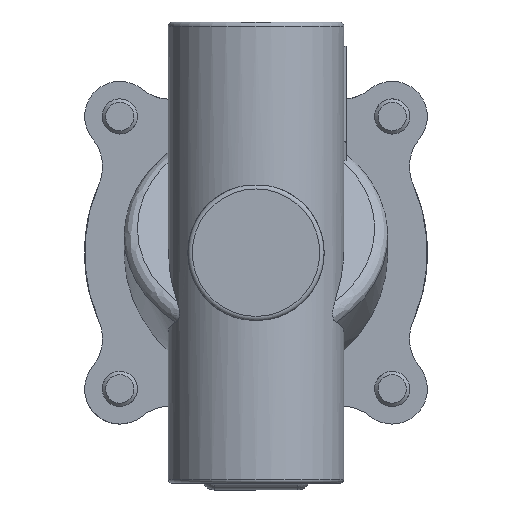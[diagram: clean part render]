
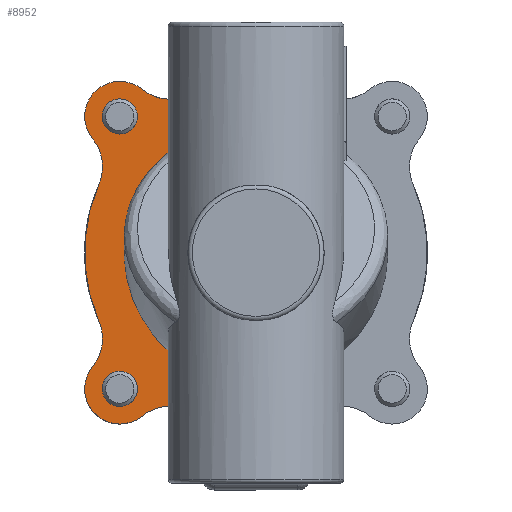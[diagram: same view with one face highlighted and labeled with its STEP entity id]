
A CAD part, front view. The second image highlights one B-rep face of the part: STEP entity #8952.
In plain terms, the highlighted planar face has unit normal (0, -1, 0).
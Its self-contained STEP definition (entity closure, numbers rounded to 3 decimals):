
#168=FACE_BOUND('',#3047,.T.);
#169=FACE_BOUND('',#3048,.T.);
#699=LINE('',#17064,#1247);
#700=LINE('',#17065,#1248);
#1247=VECTOR('',#12207,10.);
#1248=VECTOR('',#12208,10.);
#1456=CIRCLE('',#9480,39.);
#1589=CIRCLE('',#9698,10.);
#1590=CIRCLE('',#9700,8.);
#1591=CIRCLE('',#9702,10.);
#1592=CIRCLE('',#9704,10.);
#1593=CIRCLE('',#9706,8.);
#1594=CIRCLE('',#9709,10.);
#1688=CIRCLE('',#9913,4.);
#1689=CIRCLE('',#9914,4.);
#1932=B_SPLINE_CURVE_WITH_KNOTS('',3,(#16660,#16661,#16662,#16663,#16664,
#16665,#16666,#16667,#16668,#16669),.UNSPECIFIED.,.F.,.F.,(4,3,3,4),(0.,
0.062,0.129,0.194),.UNSPECIFIED.);
#1936=B_SPLINE_CURVE_WITH_KNOTS('',3,(#16713,#16714,#16715,#16716,#16717,
#16718,#16719,#16720,#16721,#16722,#16723,#16724,#16725,#16726,#16727,#16728,
#16729,#16730,#16731,#16732,#16733,#16734,#16735,#16736),.UNSPECIFIED.,
 .F.,.F.,(4,2,2,2,2,2,2,2,2,2,2,4),(16.735,16.941,17.346,
17.747,18.149,18.544,18.94,19.498,
20.056,20.612,21.169,21.33),
 .UNSPECIFIED.);
#2547=FACE_OUTER_BOUND('',#3046,.T.);
#3046=EDGE_LOOP('',(#7669,#7670,#7671,#7672,#7673,#7674,#7675,#7676,#7677,
#7678,#7679));
#3047=EDGE_LOOP('',(#7680));
#3048=EDGE_LOOP('',(#7681));
#3749=VERTEX_POINT('',#15975);
#3750=VERTEX_POINT('',#15977);
#3814=VERTEX_POINT('',#16279);
#3815=VERTEX_POINT('',#16281);
#3816=VERTEX_POINT('',#16286);
#3817=VERTEX_POINT('',#16293);
#3818=VERTEX_POINT('',#16295);
#3819=VERTEX_POINT('',#16299);
#3909=VERTEX_POINT('',#16658);
#3910=VERTEX_POINT('',#16659);
#3912=VERTEX_POINT('',#16712);
#3954=VERTEX_POINT('',#17066);
#3955=VERTEX_POINT('',#17068);
#4816=EDGE_CURVE('',#3750,#3749,#1456,.T.);
#4970=EDGE_CURVE('',#3815,#3814,#1589,.F.);
#4973=EDGE_CURVE('',#3816,#3815,#1590,.T.);
#4975=EDGE_CURVE('',#3816,#3749,#1591,.T.);
#4978=EDGE_CURVE('',#3817,#3818,#1592,.T.);
#4981=EDGE_CURVE('',#3817,#3819,#1593,.T.);
#4983=EDGE_CURVE('',#3750,#3819,#1594,.T.);
#5132=EDGE_CURVE('',#3909,#3910,#1932,.T.);
#5136=EDGE_CURVE('',#3909,#3912,#1936,.T.);
#5211=EDGE_CURVE('',#3910,#3818,#699,.F.);
#5212=EDGE_CURVE('',#3912,#3814,#700,.T.);
#5213=EDGE_CURVE('',#3954,#3954,#1688,.T.);
#5214=EDGE_CURVE('',#3955,#3955,#1689,.T.);
#7669=ORIENTED_EDGE('',*,*,#5211,.T.);
#7670=ORIENTED_EDGE('',*,*,#4978,.F.);
#7671=ORIENTED_EDGE('',*,*,#4981,.T.);
#7672=ORIENTED_EDGE('',*,*,#4983,.F.);
#7673=ORIENTED_EDGE('',*,*,#4816,.T.);
#7674=ORIENTED_EDGE('',*,*,#4975,.F.);
#7675=ORIENTED_EDGE('',*,*,#4973,.T.);
#7676=ORIENTED_EDGE('',*,*,#4970,.T.);
#7677=ORIENTED_EDGE('',*,*,#5212,.F.);
#7678=ORIENTED_EDGE('',*,*,#5136,.F.);
#7679=ORIENTED_EDGE('',*,*,#5132,.T.);
#7680=ORIENTED_EDGE('',*,*,#5213,.T.);
#7681=ORIENTED_EDGE('',*,*,#5214,.T.);
#8068=PLANE('',#9912);
#8952=ADVANCED_FACE('',(#2547,#168,#169),#8068,.F.);
#9480=AXIS2_PLACEMENT_3D('',#15978,#11203,#11204);
#9698=AXIS2_PLACEMENT_3D('',#16282,#11660,#11661);
#9700=AXIS2_PLACEMENT_3D('',#16287,#11666,#11667);
#9702=AXIS2_PLACEMENT_3D('',#16290,#11671,#11672);
#9704=AXIS2_PLACEMENT_3D('',#16296,#11677,#11678);
#9706=AXIS2_PLACEMENT_3D('',#16301,#11683,#11684);
#9709=AXIS2_PLACEMENT_3D('',#16305,#11690,#11691);
#9912=AXIS2_PLACEMENT_3D('',#17063,#12205,#12206);
#9913=AXIS2_PLACEMENT_3D('',#17067,#12209,#12210);
#9914=AXIS2_PLACEMENT_3D('',#17069,#12211,#12212);
#11203=DIRECTION('center_axis',(0.,-1.,0.));
#11204=DIRECTION('ref_axis',(1.,0.,0.));
#11660=DIRECTION('center_axis',(0.,-1.,0.));
#11661=DIRECTION('ref_axis',(-0.138,0.,0.991));
#11666=DIRECTION('center_axis',(0.,-1.,0.));
#11667=DIRECTION('ref_axis',(1.,0.,0.));
#11671=DIRECTION('center_axis',(0.,-1.,0.));
#11672=DIRECTION('ref_axis',(0.991,0.,-0.138));
#11677=DIRECTION('center_axis',(0.,-1.,0.));
#11678=DIRECTION('ref_axis',(-0.138,0.,-0.991));
#11683=DIRECTION('center_axis',(0.,-1.,0.));
#11684=DIRECTION('ref_axis',(1.,0.,0.));
#11690=DIRECTION('center_axis',(0.,-1.,0.));
#11691=DIRECTION('ref_axis',(0.991,0.,0.138));
#12205=DIRECTION('center_axis',(0.,1.,0.));
#12206=DIRECTION('ref_axis',(0.,0.,1.));
#12207=DIRECTION('',(0.,0.,-1.));
#12208=DIRECTION('',(0.,0.,-1.));
#12209=DIRECTION('center_axis',(0.,1.,0.));
#12210=DIRECTION('ref_axis',(-1.,0.,0.));
#12211=DIRECTION('center_axis',(0.,1.,0.));
#12212=DIRECTION('ref_axis',(-1.,0.,0.));
#15975=CARTESIAN_POINT('',(-35.75,17.,36.913));
#15977=CARTESIAN_POINT('',(-35.75,17.,68.087));
#15978=CARTESIAN_POINT('Origin',(0.,17.,52.5));
#16279=CARTESIAN_POINT('',(-20.,17.,17.575));
#16281=CARTESIAN_POINT('',(-25.926,17.,15.315));
#16282=CARTESIAN_POINT('Origin',(-19.584,17.,7.584));
#16286=CARTESIAN_POINT('',(-37.185,17.,26.574));
#16287=CARTESIAN_POINT('Origin',(-31.,17.,21.5));
#16290=CARTESIAN_POINT('Origin',(-44.916,17.,32.916));
#16293=CARTESIAN_POINT('',(-25.926,17.,89.685));
#16295=CARTESIAN_POINT('',(-20.,17.,87.425));
#16296=CARTESIAN_POINT('Origin',(-19.584,17.,97.416));
#16299=CARTESIAN_POINT('',(-37.185,17.,78.426));
#16301=CARTESIAN_POINT('Origin',(-31.,17.,83.5));
#16305=CARTESIAN_POINT('Origin',(-44.916,17.,72.084));
#16658=CARTESIAN_POINT('',(-21.466,17.,73.969));
#16659=CARTESIAN_POINT('',(-20.,17.,75.318));
#16660=CARTESIAN_POINT('Ctrl Pts',(-21.465,17.,73.969));
#16661=CARTESIAN_POINT('Ctrl Pts',(-21.326,17.,74.12));
#16662=CARTESIAN_POINT('Ctrl Pts',(-21.182,17.,74.269));
#16663=CARTESIAN_POINT('Ctrl Pts',(-21.032,17.,74.415));
#16664=CARTESIAN_POINT('Ctrl Pts',(-20.869,17.,74.574));
#16665=CARTESIAN_POINT('Ctrl Pts',(-20.7,17.,74.73));
#16666=CARTESIAN_POINT('Ctrl Pts',(-20.525,17.,74.882));
#16667=CARTESIAN_POINT('Ctrl Pts',(-20.355,17.,75.03));
#16668=CARTESIAN_POINT('Ctrl Pts',(-20.179,17.,75.175));
#16669=CARTESIAN_POINT('Ctrl Pts',(-19.999,17.,75.316));
#16712=CARTESIAN_POINT('',(-20.,17.,30.225));
#16713=CARTESIAN_POINT('Ctrl Pts',(-21.466,17.,73.969));
#16714=CARTESIAN_POINT('Ctrl Pts',(-21.966,17.,73.427));
#16715=CARTESIAN_POINT('Ctrl Pts',(-22.46,17.,72.857));
#16716=CARTESIAN_POINT('Ctrl Pts',(-23.865,17.,71.121));
#16717=CARTESIAN_POINT('Ctrl Pts',(-24.715,17.,69.907));
#16718=CARTESIAN_POINT('Ctrl Pts',(-26.118,17.,67.615));
#16719=CARTESIAN_POINT('Ctrl Pts',(-26.808,17.,66.318));
#16720=CARTESIAN_POINT('Ctrl Pts',(-27.987,17.,63.635));
#16721=CARTESIAN_POINT('Ctrl Pts',(-28.477,17.,62.25));
#16722=CARTESIAN_POINT('Ctrl Pts',(-29.202,17.,59.694));
#16723=CARTESIAN_POINT('Ctrl Pts',(-29.509,17.,58.278));
#16724=CARTESIAN_POINT('Ctrl Pts',(-29.908,17.,55.416));
#16725=CARTESIAN_POINT('Ctrl Pts',(-30.,17.,53.97));
#16726=CARTESIAN_POINT('Ctrl Pts',(-30.,17.,50.79));
#16727=CARTESIAN_POINT('Ctrl Pts',(-29.817,17.,48.759));
#16728=CARTESIAN_POINT('Ctrl Pts',(-29.028,17.,44.779));
#16729=CARTESIAN_POINT('Ctrl Pts',(-28.421,17.,42.832));
#16730=CARTESIAN_POINT('Ctrl Pts',(-27.002,17.,39.4));
#16731=CARTESIAN_POINT('Ctrl Pts',(-26.059,17.,37.599));
#16732=CARTESIAN_POINT('Ctrl Pts',(-23.815,17.,34.237));
#16733=CARTESIAN_POINT('Ctrl Pts',(-22.513,17.,32.676));
#16734=CARTESIAN_POINT('Ctrl Pts',(-20.822,17.,30.983));
#16735=CARTESIAN_POINT('Ctrl Pts',(-20.42,17.,30.602));
#16736=CARTESIAN_POINT('Ctrl Pts',(-20.,17.,30.225));
#17063=CARTESIAN_POINT('Origin',(0.,17.,52.5));
#17064=CARTESIAN_POINT('',(-20.,17.,26.25));
#17065=CARTESIAN_POINT('',(-20.,17.,26.25));
#17066=CARTESIAN_POINT('',(-27.,17.,83.5));
#17067=CARTESIAN_POINT('Origin',(-31.,17.,83.5));
#17068=CARTESIAN_POINT('',(-27.,17.,21.5));
#17069=CARTESIAN_POINT('Origin',(-31.,17.,21.5));
